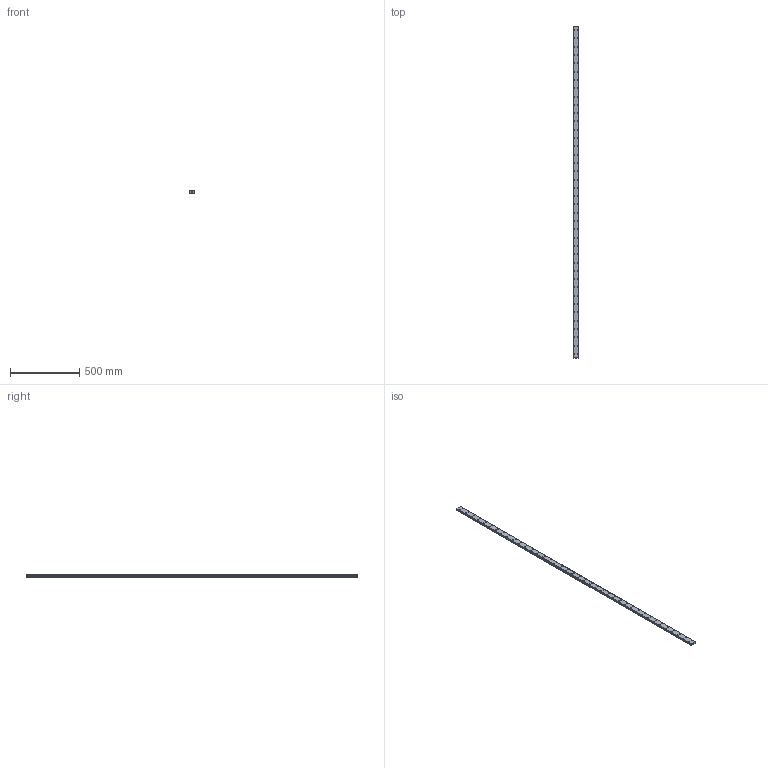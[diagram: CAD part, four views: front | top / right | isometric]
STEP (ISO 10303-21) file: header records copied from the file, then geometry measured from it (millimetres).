
FILE_DESCRIPTION(('STEP AP214'),'1');
FILE_NAME('cctmp_0744C8B8-5C67-4BA8-81DE-3E835EF067C3_2021_03_05_15_09_19_0741..stp','2021-03-05T14:09:20',('HIWIN GmbH'),('CADClick - www.CADClick.com'),'Spatial InterOp 3D',' ','unknown authorization');
FILE_SCHEMA(('AUTOMOTIVE_DESIGN'));
Length unit declared in the file: millimetre
Products named in the file (1): WER27R2400H_FILE
Bounding box: 42 x 2400 x 15 mm (x, y, z)
Volume: 1396936.9 mm3; surface area: 302126.5 mm2
Topology: 1 solids, 1 shells, 823 faces, 1731 edges, 1154 vertices
Faces by surface type: cylinder 498, plane 325
Entity records: 29109 total; most frequent: DIRECTION 4375, CARTESIAN_POINT 3709, ORIENTED_EDGE 3462, AXIS2_PLACEMENT_3D 1820, EDGE_CURVE 1731, VERTEX_POINT 1154, EDGE_LOOP 1067, CIRCLE 996
